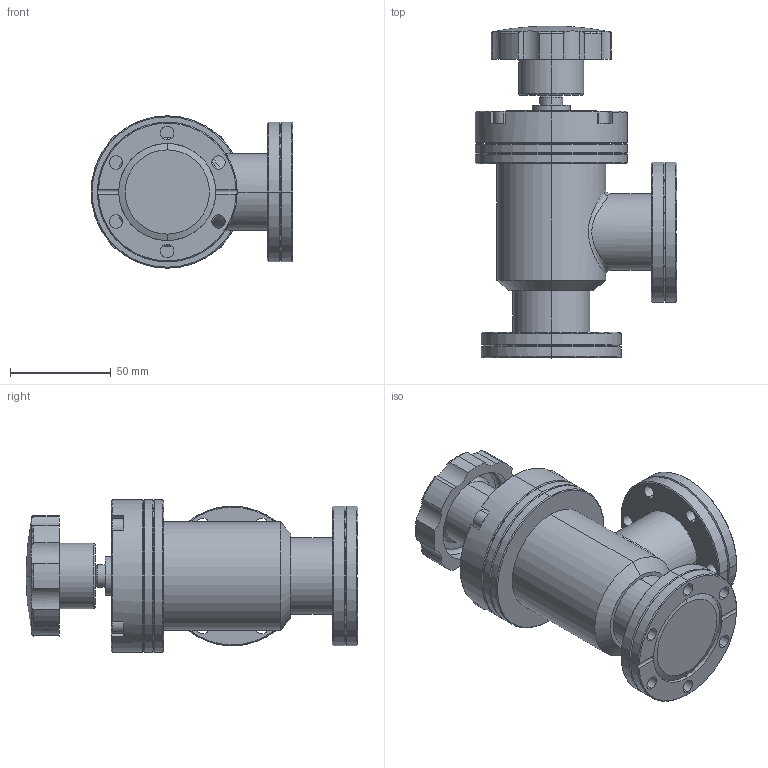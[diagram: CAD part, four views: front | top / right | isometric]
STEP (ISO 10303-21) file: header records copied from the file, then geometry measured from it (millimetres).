
FILE_DESCRIPTION (( 'STEP AP214' ), '1' );
FILE_NAME ('300113030016.STEP', '2021-01-27T03:03:27', ( 'admin' ), ( '' ), 'SwSTEP 2.0', 'SolidWorks 2018', '' );
FILE_SCHEMA (( 'AUTOMOTIVE_DESIGN' ));
Length unit declared in the file: millimetre
Products named in the file (1): 300113030016
Bounding box: 100.4 x 165 x 75.8 mm (x, y, z)
Volume: 447929.1 mm3; surface area: 66935.9 mm2
Topology: 1 solids, 1 shells, 241 faces, 611 edges, 387 vertices
Faces by surface type: cylinder 93, plane 66, cone 51, torus 15, bspline 14, sphere 2
Entity records: 8842 total; most frequent: CARTESIAN_POINT 2914, DIRECTION 1260, ORIENTED_EDGE 1222, EDGE_CURVE 611, AXIS2_PLACEMENT_3D 501, VERTEX_POINT 387, EDGE_LOOP 280, CIRCLE 273
